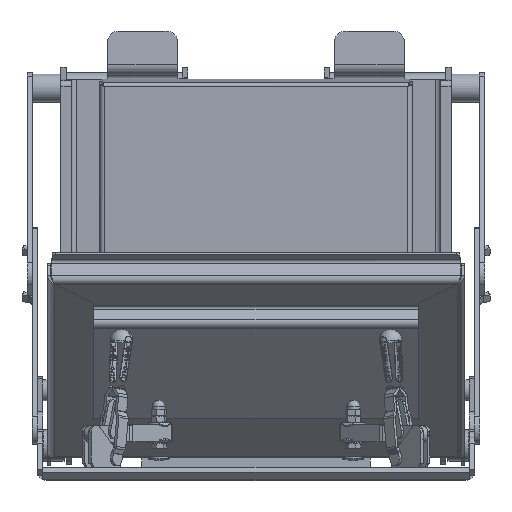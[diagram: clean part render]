
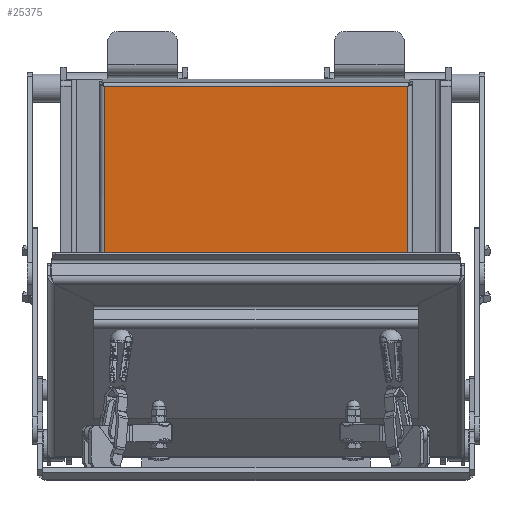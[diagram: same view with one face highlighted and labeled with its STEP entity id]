
A CAD part, front view. The second image highlights one B-rep face of the part: STEP entity #25375.
In plain terms, the highlighted planar face has unit normal (0, -0.999, -0.052).
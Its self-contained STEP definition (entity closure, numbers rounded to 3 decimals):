
#2455=FACE_OUTER_BOUND('',#3850,.T.);
#3850=EDGE_LOOP('',(#16955,#16956,#16957,#16958));
#5505=LINE('',#38401,#7697);
#5507=LINE('',#38405,#7699);
#5509=LINE('',#38409,#7701);
#5511=LINE('',#38413,#7703);
#7697=VECTOR('',#30340,10.);
#7699=VECTOR('',#30346,10.);
#7701=VECTOR('',#30352,10.);
#7703=VECTOR('',#30358,10.);
#9820=VERTEX_POINT('',#37953);
#9828=VERTEX_POINT('',#38009);
#9843=VERTEX_POINT('',#38148);
#9858=VERTEX_POINT('',#38254);
#12529=EDGE_CURVE('',#9820,#9828,#5505,.T.);
#12531=EDGE_CURVE('',#9843,#9820,#5507,.T.);
#12533=EDGE_CURVE('',#9858,#9843,#5509,.T.);
#12535=EDGE_CURVE('',#9828,#9858,#5511,.T.);
#16955=ORIENTED_EDGE('',*,*,#12529,.T.);
#16956=ORIENTED_EDGE('',*,*,#12535,.T.);
#16957=ORIENTED_EDGE('',*,*,#12533,.T.);
#16958=ORIENTED_EDGE('',*,*,#12531,.T.);
#23001=PLANE('',#26940);
#25375=ADVANCED_FACE('',(#2455),#23001,.F.);
#26940=AXIS2_PLACEMENT_3D('',#38416,#30363,#30364);
#30340=DIRECTION('',(0.,0.052,-0.999));
#30346=DIRECTION('',(-1.,0.,0.));
#30352=DIRECTION('',(0.,-0.052,0.999));
#30358=DIRECTION('',(1.,0.,0.));
#30363=DIRECTION('center_axis',(0.,0.999,
0.052));
#30364=DIRECTION('ref_axis',(0.,-0.052,0.999));
#37953=CARTESIAN_POINT('',(-146.,-53.093,378.968));
#38009=CARTESIAN_POINT('',(-146.,-42.835,183.237));
#38148=CARTESIAN_POINT('',(146.,-53.093,378.968));
#38254=CARTESIAN_POINT('',(146.,-42.835,183.237));
#38401=CARTESIAN_POINT('',(-146.,-50.528,330.035));
#38405=CARTESIAN_POINT('',(73.,-53.093,378.968));
#38409=CARTESIAN_POINT('',(146.,-45.399,232.169));
#38413=CARTESIAN_POINT('',(-73.,-42.835,183.237));
#38416=CARTESIAN_POINT('Origin',(0.,-47.964,
281.102));
